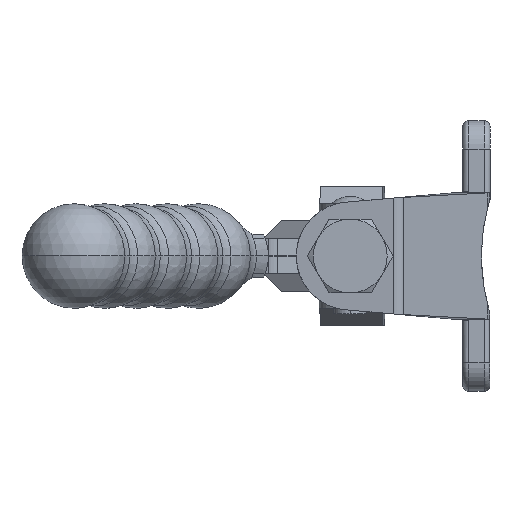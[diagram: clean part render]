
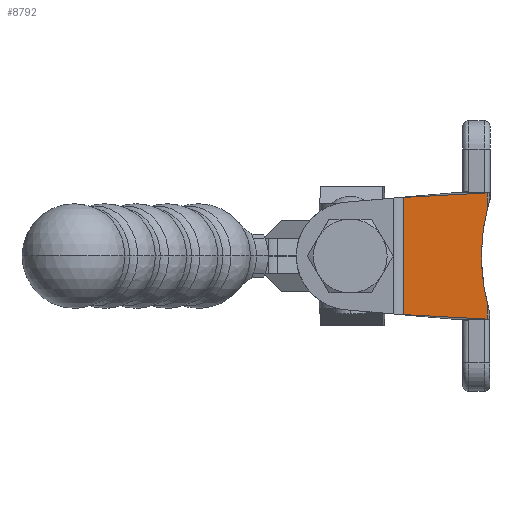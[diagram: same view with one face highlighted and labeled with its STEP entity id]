
A CAD part, left-side view. The second image highlights one B-rep face of the part: STEP entity #8792.
In plain terms, the highlighted planar face has unit normal (-0.632, -0.775, 0).
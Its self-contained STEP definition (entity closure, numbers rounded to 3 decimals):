
#59 = EDGE_CURVE ( 'NONE', #3174, #3023, #1573, .T. ) ;
#199 = LINE ( 'NONE', #8101, #7281 ) ;
#245 = ORIENTED_EDGE ( 'NONE', *, *, #1339, .T. ) ;
#1116 = VECTOR ( 'NONE', #8412, 1000. ) ;
#1152 = CARTESIAN_POINT ( 'NONE',  ( 16.995, 2.009, 11.029 ) ) ;
#1236 = VERTEX_POINT ( 'NONE', #11649 ) ;
#1339 = EDGE_CURVE ( 'NONE', #1236, #10240, #9209, .T. ) ;
#1360 = CARTESIAN_POINT ( 'NONE',  ( 18.904, 0.45, -11.113 ) ) ;
#1490 = EDGE_CURVE ( 'NONE', #3174, #8415, #8492, .T. ) ;
#1573 =( BOUNDED_CURVE ( )  B_SPLINE_CURVE ( 3, ( #3317, #8519, #2729, #9291 ),
 .UNSPECIFIED., .F., .F. ) 
 B_SPLINE_CURVE_WITH_KNOTS ( ( 4, 4 ),
 ( 6.034, 6.532 ),
 .UNSPECIFIED. ) 
 CURVE ( )  GEOMETRIC_REPRESENTATION_ITEM ( )  RATIONAL_B_SPLINE_CURVE ( ( 1., 0.979, 0.979, 1. ) ) 
 REPRESENTATION_ITEM ( '' )  );
#1851 = VECTOR ( 'NONE', #9598, 1000. ) ;
#2531 = PLANE ( 'NONE',  #11585 ) ;
#2721 = EDGE_CURVE ( 'NONE', #10240, #3023, #7567, .T. ) ;
#2729 = CARTESIAN_POINT ( 'NONE',  ( 17.18, 1.857, -2.856 ) ) ;
#2785 = CARTESIAN_POINT ( 'NONE',  ( 18.904, 0.45, -8.393 ) ) ;
#3023 = VERTEX_POINT ( 'NONE', #2785 ) ;
#3084 = CARTESIAN_POINT ( 'NONE',  ( 18.904, 0.45, 8.393 ) ) ;
#3174 = VERTEX_POINT ( 'NONE', #3084 ) ;
#3317 = CARTESIAN_POINT ( 'NONE',  ( 18.904, 0.45, 8.393 ) ) ;
#4374 = DIRECTION ( 'NONE',  ( 0.775, -0.632, 0. ) ) ;
#4392 = DIRECTION ( 'NONE',  ( 0., 0., 1. ) ) ;
#4462 = LINE ( 'NONE', #1152, #6644 ) ;
#4674 = CARTESIAN_POINT ( 'NONE',  ( 18.904, 0.45, -61.25 ) ) ;
#4736 = EDGE_CURVE ( 'NONE', #8415, #8099, #4462, .T. ) ;
#4852 = DIRECTION ( 'NONE',  ( -0.774, 0.632, -0.034 ) ) ;
#4914 = CARTESIAN_POINT ( 'NONE',  ( 0.735, 15.278, 10.313 ) ) ;
#5974 = DIRECTION ( 'NONE',  ( 0., 0., 1. ) ) ;
#6512 = EDGE_LOOP ( 'NONE', ( #7810, #7434, #10224, #245, #9192, #9253 ) ) ;
#6644 = VECTOR ( 'NONE', #4852, 1000. ) ;
#7278 = VECTOR ( 'NONE', #5974, 1000. ) ;
#7281 = VECTOR ( 'NONE', #4392, 1000. ) ;
#7376 = EDGE_CURVE ( 'NONE', #1236, #8099, #199, .T. ) ;
#7434 = ORIENTED_EDGE ( 'NONE', *, *, #4736, .T. ) ;
#7567 = LINE ( 'NONE', #11792, #7278 ) ;
#7810 = ORIENTED_EDGE ( 'NONE', *, *, #1490, .T. ) ;
#8099 = VERTEX_POINT ( 'NONE', #4914 ) ;
#8101 = CARTESIAN_POINT ( 'NONE',  ( 0.735, 15.278, -61.25 ) ) ;
#8132 = CARTESIAN_POINT ( 'NONE',  ( 18.904, 0.45, 11.113 ) ) ;
#8412 = DIRECTION ( 'NONE',  ( 0., 0., 1. ) ) ;
#8415 = VERTEX_POINT ( 'NONE', #8132 ) ;
#8492 = LINE ( 'NONE', #4674, #1116 ) ;
#8519 = CARTESIAN_POINT ( 'NONE',  ( 17.18, 1.857, 2.856 ) ) ;
#8792 = ADVANCED_FACE ( 'NONE', ( #10872 ), #2531, .T. ) ;
#8853 = CARTESIAN_POINT ( 'NONE',  ( 20.227, -0.629, -11.171 ) ) ;
#8983 = CARTESIAN_POINT ( 'NONE',  ( 18.904, 0.45, -61.25 ) ) ;
#9192 = ORIENTED_EDGE ( 'NONE', *, *, #2721, .T. ) ;
#9209 = LINE ( 'NONE', #8853, #1851 ) ;
#9253 = ORIENTED_EDGE ( 'NONE', *, *, #59, .F. ) ;
#9291 = CARTESIAN_POINT ( 'NONE',  ( 18.904, 0.45, -8.393 ) ) ;
#9598 = DIRECTION ( 'NONE',  ( 0.774, -0.632, -0.034 ) ) ;
#9893 = DIRECTION ( 'NONE',  ( -0.632, -0.775, 0. ) ) ;
#10224 = ORIENTED_EDGE ( 'NONE', *, *, #7376, .F. ) ;
#10240 = VERTEX_POINT ( 'NONE', #1360 ) ;
#10872 = FACE_OUTER_BOUND ( 'NONE', #6512, .T. ) ;
#11585 = AXIS2_PLACEMENT_3D ( 'NONE', #8983, #9893, #4374 ) ;
#11649 = CARTESIAN_POINT ( 'NONE',  ( 0.735, 15.278, -10.313 ) ) ;
#11792 = CARTESIAN_POINT ( 'NONE',  ( 18.904, 0.45, -61.25 ) ) ;
